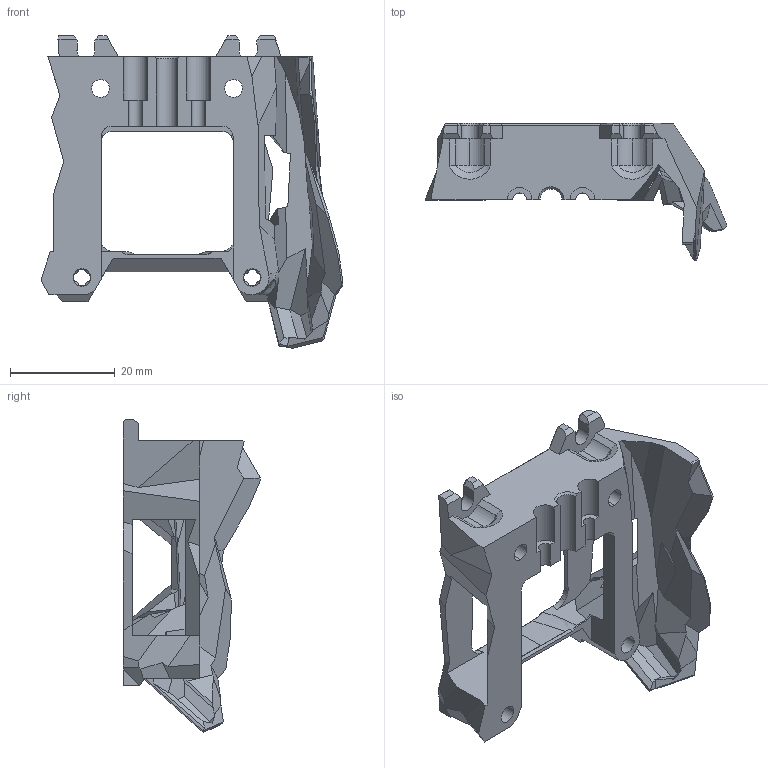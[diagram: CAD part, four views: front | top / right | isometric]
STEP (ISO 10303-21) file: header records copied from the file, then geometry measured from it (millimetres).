
FILE_DESCRIPTION (( 'STEP AP203' ), '1' );
FILE_NAME ('high_Mosquito_Voron_TH Rear CW2.STEP', '2023-04-30T19:16:52', ( '' ), ( '' ), 'SwSTEP 2.0', 'SolidWorks 2023', '' );
FILE_SCHEMA (( 'CONFIG_CONTROL_DESIGN' ));
Length unit declared in the file: millimetre
Products named in the file (1): high_Mosquito_Voron_TH Rear CW2
Bounding box: 57.65 x 26.26 x 59.7 mm (x, y, z)
Volume: 14071 mm3; surface area: 9493.2 mm2
Topology: 1 solids, 1 shells, 508 faces, 1495 edges, 962 vertices
Faces by surface type: plane 356, cylinder 104, bspline 29, cone 19
Entity records: 17760 total; most frequent: CARTESIAN_POINT 4590, ORIENTED_EDGE 2990, DIRECTION 2387, EDGE_CURVE 1495, LINE 1137, VECTOR 1137, VERTEX_POINT 962, AXIS2_PLACEMENT_3D 625
